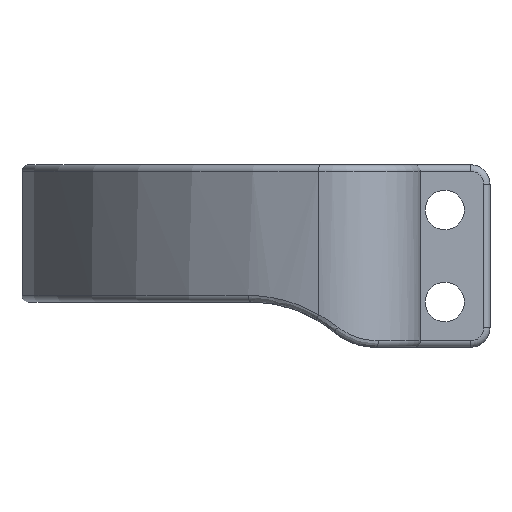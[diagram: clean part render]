
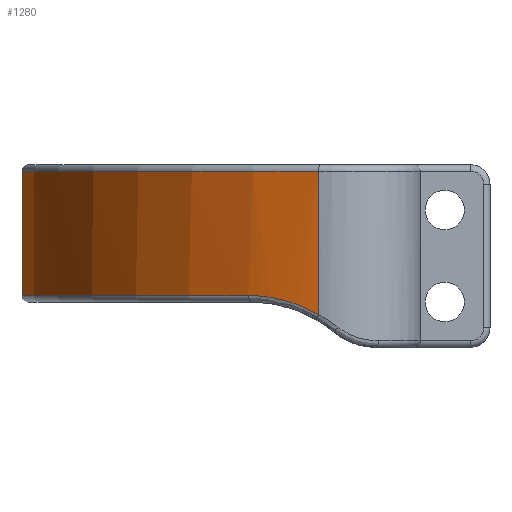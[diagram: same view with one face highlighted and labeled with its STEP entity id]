
A CAD part, left-side view. The second image highlights one B-rep face of the part: STEP entity #1280.
In plain terms, the highlighted cylindrical face has radius 62.713 mm (diameter 125.426 mm), a partial arc.
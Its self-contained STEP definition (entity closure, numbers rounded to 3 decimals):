
#33=B_SPLINE_CURVE_WITH_KNOTS('',3,(#1964,#1965,#1966,#1967,#1968),
 .UNSPECIFIED.,.F.,.F.,(4,1,4),(-1.197,-0.513,0.),
 .UNSPECIFIED.);
#48=B_SPLINE_CURVE_WITH_KNOTS('',3,(#2399,#2400,#2401,#2402,#2403),
 .UNSPECIFIED.,.F.,.F.,(4,1,4),(0.,0.513,1.197),
 .UNSPECIFIED.);
#99=CYLINDRICAL_SURFACE('',#1465,62.713);
#198=FACE_OUTER_BOUND('',#282,.T.);
#282=EDGE_LOOP('',(#1165,#1166,#1167,#1168,#1169,#1170));
#342=LINE('',#2501,#412);
#354=LINE('',#2592,#424);
#412=VECTOR('',#1799,10.);
#424=VECTOR('',#1831,10.);
#479=CIRCLE('',#1381,62.713);
#512=CIRCLE('',#1427,62.713);
#546=VERTEX_POINT('',#1961);
#547=VERTEX_POINT('',#1963);
#578=VERTEX_POINT('',#2164);
#580=VERTEX_POINT('',#2170);
#610=VERTEX_POINT('',#2360);
#612=VERTEX_POINT('',#2397);
#668=EDGE_CURVE('',#546,#547,#33,.T.);
#717=EDGE_CURVE('',#580,#578,#479,.T.);
#766=EDGE_CURVE('',#612,#610,#48,.T.);
#768=EDGE_CURVE('',#547,#612,#512,.T.);
#796=EDGE_CURVE('',#578,#546,#342,.T.);
#816=EDGE_CURVE('',#580,#610,#354,.T.);
#1165=ORIENTED_EDGE('',*,*,#717,.F.);
#1166=ORIENTED_EDGE('',*,*,#816,.T.);
#1167=ORIENTED_EDGE('',*,*,#766,.F.);
#1168=ORIENTED_EDGE('',*,*,#768,.F.);
#1169=ORIENTED_EDGE('',*,*,#668,.F.);
#1170=ORIENTED_EDGE('',*,*,#796,.F.);
#1280=ADVANCED_FACE('',(#198),#99,.T.);
#1381=AXIS2_PLACEMENT_3D('',#2172,#1642,#1643);
#1427=AXIS2_PLACEMENT_3D('',#2406,#1744,#1745);
#1465=AXIS2_PLACEMENT_3D('',#2618,#1851,#1852);
#1642=DIRECTION('center_axis',(0.,0.,1.));
#1643=DIRECTION('ref_axis',(0.,1.,0.));
#1744=DIRECTION('center_axis',(0.,0.,-1.));
#1745=DIRECTION('ref_axis',(0.,1.,0.));
#1799=DIRECTION('',(0.,0.,-1.));
#1831=DIRECTION('',(0.,0.,-1.));
#1851=DIRECTION('center_axis',(0.,0.,-1.));
#1852=DIRECTION('ref_axis',(0.965,0.264,0.));
#1961=CARTESIAN_POINT('',(-60.49,26.548,-23.19));
#1963=CARTESIAN_POINT('',(-56.392,37.438,-20.25));
#1964=CARTESIAN_POINT('Ctrl Pts',(-60.49,26.548,-23.19));
#1965=CARTESIAN_POINT('Ctrl Pts',(-59.959,28.488,-22.057));
#1966=CARTESIAN_POINT('Ctrl Pts',(-58.775,32.151,-20.645));
#1967=CARTESIAN_POINT('Ctrl Pts',(-57.152,35.875,-20.25));
#1968=CARTESIAN_POINT('Ctrl Pts',(-56.392,37.438,-20.25));
#2164=CARTESIAN_POINT('',(-60.49,26.548,-1.));
#2170=CARTESIAN_POINT('',(60.49,26.548,-1.));
#2172=CARTESIAN_POINT('Origin',(0.,10.,-1.));
#2360=CARTESIAN_POINT('',(60.49,26.548,-23.19));
#2397=CARTESIAN_POINT('',(56.392,37.438,-20.25));
#2399=CARTESIAN_POINT('Ctrl Pts',(56.392,37.438,-20.25));
#2400=CARTESIAN_POINT('Ctrl Pts',(57.152,35.875,-20.25));
#2401=CARTESIAN_POINT('Ctrl Pts',(58.775,32.151,-20.645));
#2402=CARTESIAN_POINT('Ctrl Pts',(59.959,28.488,-22.057));
#2403=CARTESIAN_POINT('Ctrl Pts',(60.49,26.548,-23.19));
#2406=CARTESIAN_POINT('Origin',(0.,10.,-20.25));
#2501=CARTESIAN_POINT('',(-60.49,26.548,0.));
#2592=CARTESIAN_POINT('',(60.49,26.548,0.));
#2618=CARTESIAN_POINT('Origin',(0.,10.,0.));
